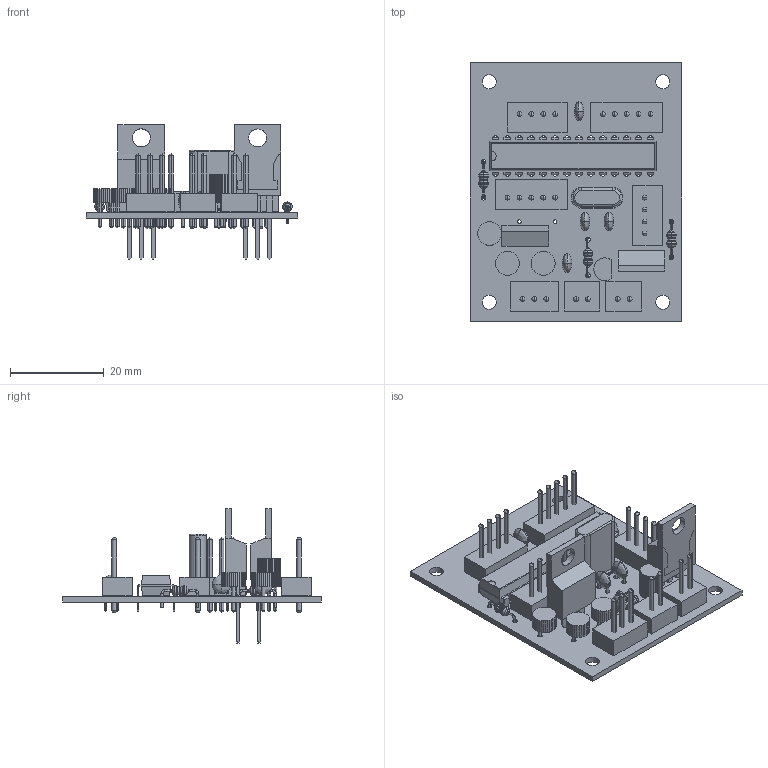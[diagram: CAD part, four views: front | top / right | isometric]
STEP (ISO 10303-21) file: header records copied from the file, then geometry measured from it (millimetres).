
FILE_DESCRIPTION(('PCB Model'),'2;1');
FILE_NAME('Mainboard.STEP', '2019-02-13T22:46:55',('quiqu'),('Unspecified'), 'Open CASCADE STEP processor 6.8','Proteus','Unknown');
FILE_SCHEMA(('CONFIG_CONTROL_DESIGN','SHAPE_APPEARANCE_LAYER_MIM'));
Length unit declared in the file: millimetre
Products named in the file (73): Open CASCADE STEP translator 6.8 1; Layer_1; U1; Open CASCADE STEP translator 6.8 1.2.1; Body_1; X1; Open CASCADE STEP translator 6.8 1.3.1; C4; Open CASCADE STEP translator 6.8 1.4.1; Pin_1; Pin_2; C5; J10; Open CASCADE STEP translator 6.8 1.6.1; Pin_3; Pin_4; J7; Open CASCADE STEP translator 6.8 1.7.1; Pin_5; C6; J2; Open CASCADE STEP translator 6.8 1.9.1; J5; J3; Open CASCADE STEP translator 6.8 1.11.1; U2; Open CASCADE STEP translator 6.8 1.12.1; C1; Open CASCADE STEP translator 6.8 1.13.1; C2; C8; R2; Open CASCADE STEP translator 6.8 1.16.1; =>[0:1:1:3]; =>[0:1:1:4]; =>[0:1:1:5]; R1; Open CASCADE STEP translator 6.8 1.17.1; Q3; Open CASCADE STEP translator 6.8 1.18.1 ...
Assembly tree (83 placements, depth 5):
  Open CASCADE STEP translator 6.8 1
    Layer_1
    U1
      Open CASCADE STEP translator 6.8 1.2.1
        Body_1
    X1
      Open CASCADE STEP translator 6.8 1.3.1
        Body_1
    C4
      Open CASCADE STEP translator 6.8 1.4.1
        Body_1
        Pin_1
        Pin_2
    C5
      Open CASCADE STEP translator 6.8 1.4.1
        Body_1
        Pin_1
        Pin_2
    J10
      Open CASCADE STEP translator 6.8 1.6.1
        Body_1
        Pin_1
        Pin_2
        Pin_3
        Pin_4
    J7
      Open CASCADE STEP translator 6.8 1.7.1
        Body_1
        Pin_1
        Pin_2
        Pin_3
        Pin_4
        Pin_5
    C6
      Open CASCADE STEP translator 6.8 1.4.1
        Body_1
        Pin_1
        Pin_2
    J2
      Open CASCADE STEP translator 6.8 1.9.1
        Body_1
        Pin_1
        Pin_2
    J5
      Open CASCADE STEP translator 6.8 1.9.1
        Body_1
        Pin_1
        Pin_2
    J3
      Open CASCADE STEP translator 6.8 1.11.1
        Body_1
        Pin_1
        Pin_2
        Pin_3
    U2
      Open CASCADE STEP translator 6.8 1.12.1
        Body_1
    C1
      Open CASCADE STEP translator 6.8 1.13.1
        Body_1
Bounding box: 45 x 55 x 28.62 mm (x, y, z)
Volume: 8029.7 mm3; surface area: 12237.7 mm2
Topology: 71 solids, 71 shells, 1463 faces, 3842 edges, 2357 vertices
Faces by surface type: plane 764, cylinder 395, sphere 168, torus 56, revolution 36, bspline 32, cone 12
Entity records: 44761 total; most frequent: CARTESIAN_POINT 8339, ORIENTED_EDGE 5690, DIRECTION 5548, EDGE_CURVE 2845, AXIS2_PLACEMENT_3D 1881, VERTEX_POINT 1865, LINE 1774, VECTOR 1774
